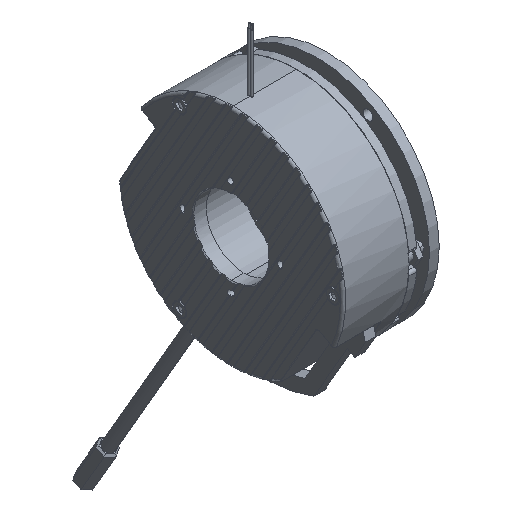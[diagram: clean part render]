
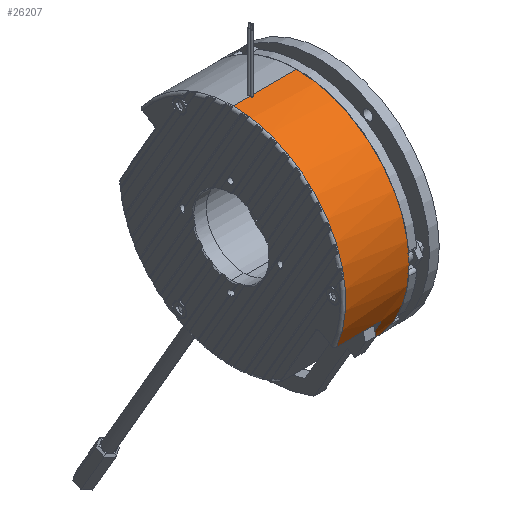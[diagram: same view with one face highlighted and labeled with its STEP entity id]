
A CAD part, isometric view. The second image highlights one B-rep face of the part: STEP entity #26207.
In plain terms, the highlighted cylindrical face has radius 127 mm (diameter 254 mm), a partial arc.
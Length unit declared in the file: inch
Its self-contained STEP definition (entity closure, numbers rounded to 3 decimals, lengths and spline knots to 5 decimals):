
#395 = CARTESIAN_POINT ( 'NONE',  ( 1.46371, -4.58535, -1.99363 ) ) ;
#647 = DIRECTION ( 'NONE',  ( -1., 0., 0. ) ) ;
#996 = CARTESIAN_POINT ( 'NONE',  ( 1.45587, -2.1682, -4.50543 ) ) ;
#1246 = ORIENTED_EDGE ( 'NONE', *, *, #11492, .T. ) ;
#1751 = EDGE_CURVE ( 'NONE', #36334, #30285, #22316, .T. ) ;
#2873 = CARTESIAN_POINT ( 'NONE',  ( 0., 0., 0. ) ) ;
#3084 = CARTESIAN_POINT ( 'NONE',  ( 2.333, 0., 5. ) ) ;
#3104 = DIRECTION ( 'NONE',  ( 0., 0., 1. ) ) ;
#3128 = CARTESIAN_POINT ( 'NONE',  ( 1.5072, -4.57335, -2.02101 ) ) ;
#3696 = CARTESIAN_POINT ( 'NONE',  ( -0.48196, 0., 5. ) ) ;
#4111 = CARTESIAN_POINT ( 'NONE',  ( 1.51018, -2.22478, -4.47778 ) ) ;
#4304 = CARTESIAN_POINT ( 'NONE',  ( 1.51402, -2.24427, -4.46804 ) ) ;
#4628 = VERTEX_POINT ( 'NONE', #14237 ) ;
#4692 = CARTESIAN_POINT ( 'NONE',  ( 1.51493, -2.2541, -4.46309 ) ) ;
#4761 = EDGE_CURVE ( 'NONE', #21332, #12841, #36594, .T. ) ;
#5249 = VECTOR ( 'NONE', #647, 39.37008 ) ;
#6446 = CARTESIAN_POINT ( 'NONE',  ( 1.48573, -4.58232, -2.0006 ) ) ;
#6837 = CARTESIAN_POINT ( 'NONE',  ( 1.51194, -4.56905, -2.03071 ) ) ;
#6990 = LINE ( 'NONE', #21215, #7168 ) ;
#7044 = CARTESIAN_POINT ( 'NONE',  ( 1.48143, -2.17725, -4.50106 ) ) ;
#7168 = VECTOR ( 'NONE', #9351, 39.37008 ) ;
#7523 = ORIENTED_EDGE ( 'NONE', *, *, #38545, .T. ) ;
#9097 = CARTESIAN_POINT ( 'NONE',  ( 1.45587, -2.1682, -4.50543 ) ) ;
#9167 = CARTESIAN_POINT ( 'NONE',  ( -0.48196, 0., 0. ) ) ;
#9351 = DIRECTION ( 'NONE',  ( -1., 0., 0. ) ) ;
#9388 = CARTESIAN_POINT ( 'NONE',  ( 1.51455, -4.56443, -2.04108 ) ) ;
#9891 = DIRECTION ( 'NONE',  ( -1., 0., 0. ) ) ;
#10656 = EDGE_CURVE ( 'NONE', #11985, #15642, #15830, .T. ) ;
#10853 = B_SPLINE_CURVE_WITH_KNOTS ( 'NONE', 3,
 ( #27659, #395, #12309, #6446, #24158, #18329, #18141, #3128, #15012, #6837, #12703, #9388, #21252, #30180 ),
 .UNSPECIFIED., .F., .F.,
 ( 4, 2, 2, 2, 2, 2, 4 ),
 ( 0., 0.00059, 0.00119, 0.00148, 0.00178, 0.00208, 0.00237 ),
 .UNSPECIFIED. ) ;
#11065 = ORIENTED_EDGE ( 'NONE', *, *, #1751, .T. ) ;
#11116 = EDGE_CURVE ( 'NONE', #4628, #33420, #20804, .T. ) ;
#11492 = EDGE_CURVE ( 'NONE', #30285, #18010, #20823, .T. ) ;
#11750 = AXIS2_PLACEMENT_3D ( 'NONE', #22539, #14692, #17621 ) ;
#11985 = VERTEX_POINT ( 'NONE', #34999 ) ;
#12309 = CARTESIAN_POINT ( 'NONE',  ( 1.47149, -4.58471, -1.9951 ) ) ;
#12477 = DIRECTION ( 'NONE',  ( -1., 0., 0. ) ) ;
#12703 = CARTESIAN_POINT ( 'NONE',  ( 1.51306, -4.56752, -2.03416 ) ) ;
#12841 = VERTEX_POINT ( 'NONE', #3696 ) ;
#14237 = CARTESIAN_POINT ( 'NONE',  ( -0.48196, 0., -5. ) ) ;
#14579 = DIRECTION ( 'NONE',  ( -1., 0., 0. ) ) ;
#14692 = DIRECTION ( 'NONE',  ( 1., 0., 0. ) ) ;
#15012 = CARTESIAN_POINT ( 'NONE',  ( 1.509, -4.57197, -2.02413 ) ) ;
#15199 = EDGE_CURVE ( 'NONE', #37397, #36334, #10853, .T. ) ;
#15642 = VERTEX_POINT ( 'NONE', #3084 ) ;
#15813 = CARTESIAN_POINT ( 'NONE',  ( 1.4987, -2.19684, -4.49155 ) ) ;
#15830 = CIRCLE ( 'NONE', #21412, 5. ) ;
#16312 = DIRECTION ( 'NONE',  ( 1., 0., 0. ) ) ;
#17621 = DIRECTION ( 'NONE',  ( 0., 0., -1. ) ) ;
#18010 = VERTEX_POINT ( 'NONE', #9097 ) ;
#18141 = CARTESIAN_POINT ( 'NONE',  ( 1.50294, -4.57596, -2.01508 ) ) ;
#18329 = CARTESIAN_POINT ( 'NONE',  ( 1.50046, -4.5772, -2.01227 ) ) ;
#18869 = CARTESIAN_POINT ( 'NONE',  ( 1.45587, -4.58535, -1.99363 ) ) ;
#19060 = CARTESIAN_POINT ( 'NONE',  ( 0., -4.58535, -1.99363 ) ) ;
#19122 = CARTESIAN_POINT ( 'NONE',  ( 1.47699, -2.17408, -4.50259 ) ) ;
#19814 = AXIS2_PLACEMENT_3D ( 'NONE', #9167, #12477, #3104 ) ;
#20012 = EDGE_CURVE ( 'NONE', #15642, #12841, #27480, .T. ) ;
#20804 = CIRCLE ( 'NONE', #28247, 5. ) ;
#20823 = B_SPLINE_CURVE_WITH_KNOTS ( 'NONE', 3,
 ( #30580, #4692, #4304, #4111, #24759, #15813, #27670, #7044, #19122, #30969, #31160, #996 ),
 .UNSPECIFIED., .F., .F.,
 ( 4, 2, 2, 2, 2, 4 ),
 ( 0., 0.00084, 0.00168, 0.00252, 0.00295, 0.00337 ),
 .UNSPECIFIED. ) ;
#21215 = CARTESIAN_POINT ( 'NONE',  ( 0., -2.1682, -4.50543 ) ) ;
#21252 = CARTESIAN_POINT ( 'NONE',  ( 1.51493, -4.56285, -2.0446 ) ) ;
#21332 = VERTEX_POINT ( 'NONE', #37561 ) ;
#21412 = AXIS2_PLACEMENT_3D ( 'NONE', #32216, #35331, #26563 ) ;
#21558 = CARTESIAN_POINT ( 'NONE',  ( -0.48196, 0., 0. ) ) ;
#22155 = LINE ( 'NONE', #19060, #22642 ) ;
#22299 = ORIENTED_EDGE ( 'NONE', *, *, #11116, .F. ) ;
#22316 = CIRCLE ( 'NONE', #11750, 5. ) ;
#22402 = CARTESIAN_POINT ( 'NONE',  ( 0., 0., -5. ) ) ;
#22539 = CARTESIAN_POINT ( 'NONE',  ( 1.51493, 0., 0. ) ) ;
#22642 = VECTOR ( 'NONE', #16312, 39.37008 ) ;
#23186 = CARTESIAN_POINT ( 'NONE',  ( 1.51493, -2.26402, -4.45805 ) ) ;
#24158 = CARTESIAN_POINT ( 'NONE',  ( 1.49231, -4.58053, -2.0047 ) ) ;
#24175 = CARTESIAN_POINT ( 'NONE',  ( 0., 0., 5. ) ) ;
#24288 = ORIENTED_EDGE ( 'NONE', *, *, #15199, .T. ) ;
#24365 = DIRECTION ( 'NONE',  ( -1., 0., 0. ) ) ;
#24466 = DIRECTION ( 'NONE',  ( 0., 0., 1. ) ) ;
#24759 = CARTESIAN_POINT ( 'NONE',  ( 1.50723, -2.21509, -4.48257 ) ) ;
#25410 = EDGE_LOOP ( 'NONE', ( #34382, #28373, #38318, #25579, #25458, #24288, #11065, #1246, #7523, #22299 ) ) ;
#25458 = ORIENTED_EDGE ( 'NONE', *, *, #37618, .T. ) ;
#25579 = ORIENTED_EDGE ( 'NONE', *, *, #4761, .F. ) ;
#26207 = ADVANCED_FACE ( 'NONE', ( #29535 ), #29733, .T. ) ;
#26563 = DIRECTION ( 'NONE',  ( 0., 0., 1. ) ) ;
#26951 = AXIS2_PLACEMENT_3D ( 'NONE', #2873, #14579, #35585 ) ;
#27248 = CARTESIAN_POINT ( 'NONE',  ( -0.48196, -2.1682, -4.50543 ) ) ;
#27480 = LINE ( 'NONE', #24175, #29259 ) ;
#27584 = EDGE_CURVE ( 'NONE', #11985, #4628, #31159, .T. ) ;
#27659 = CARTESIAN_POINT ( 'NONE',  ( 1.45587, -4.58535, -1.99363 ) ) ;
#27670 = CARTESIAN_POINT ( 'NONE',  ( 1.49304, -2.18799, -4.49586 ) ) ;
#28247 = AXIS2_PLACEMENT_3D ( 'NONE', #21558, #9891, #24466 ) ;
#28373 = ORIENTED_EDGE ( 'NONE', *, *, #10656, .T. ) ;
#29259 = VECTOR ( 'NONE', #24365, 39.37008 ) ;
#29535 = FACE_OUTER_BOUND ( 'NONE', #25410, .T. ) ;
#29733 = CYLINDRICAL_SURFACE ( 'NONE', #26951, 5. ) ;
#30180 = CARTESIAN_POINT ( 'NONE',  ( 1.51493, -4.56125, -2.04817 ) ) ;
#30285 = VERTEX_POINT ( 'NONE', #23186 ) ;
#30580 = CARTESIAN_POINT ( 'NONE',  ( 1.51493, -2.26402, -4.45805 ) ) ;
#30969 = CARTESIAN_POINT ( 'NONE',  ( 1.46703, -2.16954, -4.50479 ) ) ;
#31159 = LINE ( 'NONE', #22402, #5249 ) ;
#31160 = CARTESIAN_POINT ( 'NONE',  ( 1.46151, -2.1682, -4.50543 ) ) ;
#32216 = CARTESIAN_POINT ( 'NONE',  ( 2.333, 0., 0. ) ) ;
#33420 = VERTEX_POINT ( 'NONE', #27248 ) ;
#34382 = ORIENTED_EDGE ( 'NONE', *, *, #27584, .F. ) ;
#34999 = CARTESIAN_POINT ( 'NONE',  ( 2.333, 0., -5. ) ) ;
#35331 = DIRECTION ( 'NONE',  ( -1., 0., 0. ) ) ;
#35585 = DIRECTION ( 'NONE',  ( 0., 0., 1. ) ) ;
#36334 = VERTEX_POINT ( 'NONE', #37317 ) ;
#36594 = CIRCLE ( 'NONE', #19814, 5. ) ;
#37317 = CARTESIAN_POINT ( 'NONE',  ( 1.51493, -4.56125, -2.04817 ) ) ;
#37397 = VERTEX_POINT ( 'NONE', #18869 ) ;
#37561 = CARTESIAN_POINT ( 'NONE',  ( -0.48196, -4.58535, -1.99363 ) ) ;
#37618 = EDGE_CURVE ( 'NONE', #21332, #37397, #22155, .T. ) ;
#38318 = ORIENTED_EDGE ( 'NONE', *, *, #20012, .T. ) ;
#38545 = EDGE_CURVE ( 'NONE', #18010, #33420, #6990, .T. ) ;
